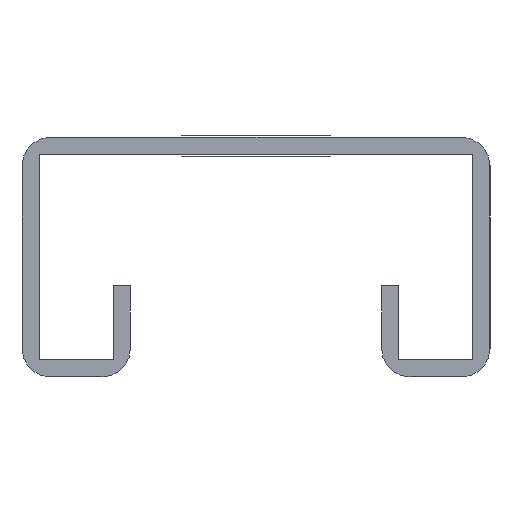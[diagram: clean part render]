
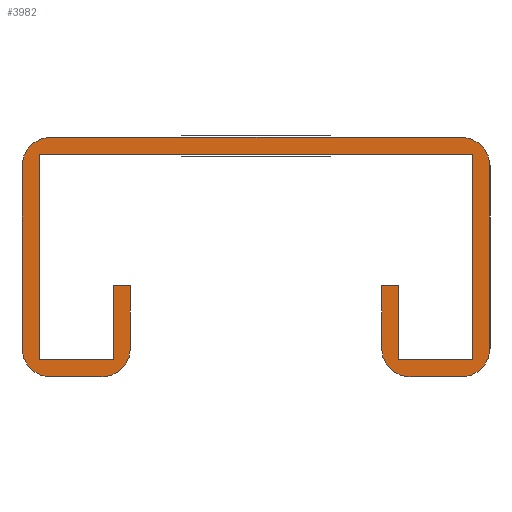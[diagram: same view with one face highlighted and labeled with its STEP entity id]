
A CAD part, left-side view. The second image highlights one B-rep face of the part: STEP entity #3982.
In plain terms, the highlighted planar face has unit normal (-1, 0, 0).
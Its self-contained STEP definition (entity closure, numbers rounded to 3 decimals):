
#274=FACE_OUTER_BOUND('',#378,.T.);
#378=EDGE_LOOP('',(#3166,#3167,#3168,#3169,#3170,#3171,#3172,#3173,#3174,
#3175,#3176,#3177,#3178,#3179,#3180,#3181,#3182,#3183,#3184,#3185,#3186,
#3187));
#476=CIRCLE('',#4084,2.5);
#477=CIRCLE('',#4087,2.5);
#478=CIRCLE('',#4097,2.5);
#479=CIRCLE('',#4098,2.5);
#480=CIRCLE('',#4099,2.5);
#481=CIRCLE('',#4100,2.5);
#661=LINE('',#5495,#1195);
#664=LINE('',#5503,#1198);
#666=LINE('',#5507,#1200);
#668=LINE('',#5511,#1202);
#670=LINE('',#5515,#1204);
#672=LINE('',#5519,#1206);
#674=LINE('',#5523,#1208);
#676=LINE('',#5527,#1210);
#678=LINE('',#5531,#1212);
#679=LINE('',#5534,#1213);
#680=LINE('',#5536,#1214);
#681=LINE('',#5538,#1215);
#682=LINE('',#5542,#1216);
#683=LINE('',#5546,#1217);
#684=LINE('',#5550,#1218);
#685=LINE('',#5553,#1219);
#1195=VECTOR('',#4393,1.);
#1198=VECTOR('',#4402,1.);
#1200=VECTOR('',#4406,1.);
#1202=VECTOR('',#4410,1.);
#1204=VECTOR('',#4414,1.);
#1206=VECTOR('',#4418,1.);
#1208=VECTOR('',#4422,1.);
#1210=VECTOR('',#4426,1.);
#1212=VECTOR('',#4430,1.);
#1213=VECTOR('',#4433,1.);
#1214=VECTOR('',#4434,1.);
#1215=VECTOR('',#4435,1.);
#1216=VECTOR('',#4438,1.);
#1217=VECTOR('',#4441,1.);
#1218=VECTOR('',#4444,1.);
#1219=VECTOR('',#4447,1.);
#1732=VERTEX_POINT('',#5487);
#1733=VERTEX_POINT('',#5489);
#1734=VERTEX_POINT('',#5493);
#1735=VERTEX_POINT('',#5497);
#1736=VERTEX_POINT('',#5501);
#1737=VERTEX_POINT('',#5505);
#1738=VERTEX_POINT('',#5509);
#1739=VERTEX_POINT('',#5513);
#1740=VERTEX_POINT('',#5517);
#1741=VERTEX_POINT('',#5521);
#1742=VERTEX_POINT('',#5525);
#1743=VERTEX_POINT('',#5529);
#1744=VERTEX_POINT('',#5533);
#1745=VERTEX_POINT('',#5535);
#1746=VERTEX_POINT('',#5537);
#1747=VERTEX_POINT('',#5539);
#1748=VERTEX_POINT('',#5541);
#1749=VERTEX_POINT('',#5543);
#1750=VERTEX_POINT('',#5545);
#1751=VERTEX_POINT('',#5547);
#1752=VERTEX_POINT('',#5549);
#1753=VERTEX_POINT('',#5551);
#2417=EDGE_CURVE('',#1732,#1733,#476,.T.);
#2420=EDGE_CURVE('',#1734,#1732,#661,.T.);
#2422=EDGE_CURVE('',#1735,#1734,#477,.T.);
#2424=EDGE_CURVE('',#1736,#1735,#664,.T.);
#2426=EDGE_CURVE('',#1736,#1737,#666,.T.);
#2428=EDGE_CURVE('',#1737,#1738,#668,.T.);
#2430=EDGE_CURVE('',#1738,#1739,#670,.T.);
#2432=EDGE_CURVE('',#1739,#1740,#672,.T.);
#2434=EDGE_CURVE('',#1740,#1741,#674,.T.);
#2436=EDGE_CURVE('',#1741,#1742,#676,.T.);
#2438=EDGE_CURVE('',#1742,#1743,#678,.T.);
#2439=EDGE_CURVE('',#1743,#1744,#679,.T.);
#2440=EDGE_CURVE('',#1745,#1744,#680,.T.);
#2441=EDGE_CURVE('',#1746,#1745,#681,.T.);
#2442=EDGE_CURVE('',#1747,#1746,#478,.T.);
#2443=EDGE_CURVE('',#1748,#1747,#682,.T.);
#2444=EDGE_CURVE('',#1749,#1748,#479,.T.);
#2445=EDGE_CURVE('',#1750,#1749,#683,.T.);
#2446=EDGE_CURVE('',#1751,#1750,#480,.T.);
#2447=EDGE_CURVE('',#1752,#1751,#684,.T.);
#2448=EDGE_CURVE('',#1753,#1752,#481,.T.);
#2449=EDGE_CURVE('',#1733,#1753,#685,.T.);
#3166=ORIENTED_EDGE('',*,*,#2439,.T.);
#3167=ORIENTED_EDGE('',*,*,#2440,.F.);
#3168=ORIENTED_EDGE('',*,*,#2441,.F.);
#3169=ORIENTED_EDGE('',*,*,#2442,.F.);
#3170=ORIENTED_EDGE('',*,*,#2443,.F.);
#3171=ORIENTED_EDGE('',*,*,#2444,.F.);
#3172=ORIENTED_EDGE('',*,*,#2445,.F.);
#3173=ORIENTED_EDGE('',*,*,#2446,.F.);
#3174=ORIENTED_EDGE('',*,*,#2447,.F.);
#3175=ORIENTED_EDGE('',*,*,#2448,.F.);
#3176=ORIENTED_EDGE('',*,*,#2449,.F.);
#3177=ORIENTED_EDGE('',*,*,#2417,.F.);
#3178=ORIENTED_EDGE('',*,*,#2420,.F.);
#3179=ORIENTED_EDGE('',*,*,#2422,.F.);
#3180=ORIENTED_EDGE('',*,*,#2424,.F.);
#3181=ORIENTED_EDGE('',*,*,#2426,.T.);
#3182=ORIENTED_EDGE('',*,*,#2428,.T.);
#3183=ORIENTED_EDGE('',*,*,#2430,.T.);
#3184=ORIENTED_EDGE('',*,*,#2432,.T.);
#3185=ORIENTED_EDGE('',*,*,#2434,.T.);
#3186=ORIENTED_EDGE('',*,*,#2436,.T.);
#3187=ORIENTED_EDGE('',*,*,#2438,.T.);
#3882=PLANE('',#4096);
#3982=ADVANCED_FACE('',(#274),#3882,.F.);
#4084=AXIS2_PLACEMENT_3D('',#5490,#4387,#4388);
#4087=AXIS2_PLACEMENT_3D('',#5499,#4397,#4398);
#4096=AXIS2_PLACEMENT_3D('',#5532,#4431,#4432);
#4097=AXIS2_PLACEMENT_3D('',#5540,#4436,#4437);
#4098=AXIS2_PLACEMENT_3D('',#5544,#4439,#4440);
#4099=AXIS2_PLACEMENT_3D('',#5548,#4442,#4443);
#4100=AXIS2_PLACEMENT_3D('',#5552,#4445,#4446);
#4387=DIRECTION('center_axis',(1.,0.,0.));
#4388=DIRECTION('ref_axis',(0.,0.707,-0.707));
#4393=DIRECTION('',(0.,1.,0.));
#4397=DIRECTION('center_axis',(1.,0.,0.));
#4398=DIRECTION('ref_axis',(0.,-0.707,-0.707));
#4402=DIRECTION('',(0.,0.,-1.));
#4406=DIRECTION('',(0.,1.,0.));
#4410=DIRECTION('',(0.,0.,-1.));
#4414=DIRECTION('',(0.,1.,0.));
#4418=DIRECTION('',(0.,0.,1.));
#4422=DIRECTION('',(0.,-1.,0.));
#4426=DIRECTION('',(0.,0.,-1.));
#4430=DIRECTION('',(0.,1.,0.));
#4431=DIRECTION('center_axis',(1.,0.,0.));
#4432=DIRECTION('ref_axis',(0.,0.,-1.));
#4433=DIRECTION('',(0.,0.,1.));
#4434=DIRECTION('',(0.,-1.,0.));
#4435=DIRECTION('',(0.,0.,1.));
#4436=DIRECTION('center_axis',(1.,0.,0.));
#4437=DIRECTION('ref_axis',(0.,0.707,-0.707));
#4438=DIRECTION('',(0.,1.,0.));
#4439=DIRECTION('center_axis',(1.,0.,0.));
#4440=DIRECTION('ref_axis',(0.,-0.707,-0.707));
#4441=DIRECTION('',(0.,0.,-1.));
#4442=DIRECTION('center_axis',(1.,0.,0.));
#4443=DIRECTION('ref_axis',(0.,-0.707,0.707));
#4444=DIRECTION('',(0.,-1.,0.));
#4445=DIRECTION('center_axis',(1.,0.,0.));
#4446=DIRECTION('ref_axis',(0.,0.707,0.707));
#4447=DIRECTION('',(0.,0.,1.));
#5487=CARTESIAN_POINT('',(25.116,58.034,20.021));
#5489=CARTESIAN_POINT('',(25.116,60.534,22.521));
#5490=CARTESIAN_POINT('Origin',(25.116,58.034,22.521));
#5493=CARTESIAN_POINT('',(25.116,53.534,20.021));
#5495=CARTESIAN_POINT('',(25.116,51.034,20.021));
#5497=CARTESIAN_POINT('',(25.116,51.034,22.521));
#5499=CARTESIAN_POINT('Origin',(25.116,53.534,22.521));
#5501=CARTESIAN_POINT('',(25.116,51.034,28.021));
#5503=CARTESIAN_POINT('',(25.116,51.034,28.021));
#5505=CARTESIAN_POINT('',(25.116,52.534,28.021));
#5507=CARTESIAN_POINT('',(25.116,53.034,28.021));
#5509=CARTESIAN_POINT('',(25.116,52.534,21.521));
#5511=CARTESIAN_POINT('',(25.116,52.534,32.251));
#5513=CARTESIAN_POINT('',(25.116,59.034,21.521));
#5515=CARTESIAN_POINT('',(25.116,47.909,21.521));
#5517=CARTESIAN_POINT('',(25.116,59.034,39.521));
#5519=CARTESIAN_POINT('',(25.116,59.034,32.251));
#5521=CARTESIAN_POINT('',(25.116,21.034,39.521));
#5523=CARTESIAN_POINT('',(25.116,31.034,39.521));
#5525=CARTESIAN_POINT('',(25.116,21.034,21.521));
#5527=CARTESIAN_POINT('',(25.116,21.034,32.251));
#5529=CARTESIAN_POINT('',(25.116,27.534,21.521));
#5531=CARTESIAN_POINT('',(25.116,32.159,21.521));
#5532=CARTESIAN_POINT('Origin',(25.116,40.034,41.981));
#5533=CARTESIAN_POINT('',(25.116,27.534,28.021));
#5534=CARTESIAN_POINT('',(25.116,27.534,32.251));
#5535=CARTESIAN_POINT('',(25.116,29.034,28.021));
#5536=CARTESIAN_POINT('',(25.116,29.034,28.021));
#5537=CARTESIAN_POINT('',(25.116,29.034,22.521));
#5538=CARTESIAN_POINT('',(25.116,29.034,20.021));
#5539=CARTESIAN_POINT('',(25.116,26.534,20.021));
#5540=CARTESIAN_POINT('Origin',(25.116,26.534,22.521));
#5541=CARTESIAN_POINT('',(25.116,22.034,20.021));
#5542=CARTESIAN_POINT('',(25.116,19.534,20.021));
#5543=CARTESIAN_POINT('',(25.116,19.534,22.521));
#5544=CARTESIAN_POINT('Origin',(25.116,22.034,22.521));
#5545=CARTESIAN_POINT('',(25.116,19.534,38.521));
#5546=CARTESIAN_POINT('',(25.116,19.534,61.021));
#5547=CARTESIAN_POINT('',(25.116,22.034,41.021));
#5548=CARTESIAN_POINT('Origin',(25.116,22.034,38.521));
#5549=CARTESIAN_POINT('',(25.116,58.034,41.021));
#5550=CARTESIAN_POINT('',(25.116,60.534,41.021));
#5551=CARTESIAN_POINT('',(25.116,60.534,38.521));
#5552=CARTESIAN_POINT('Origin',(25.116,58.034,38.521));
#5553=CARTESIAN_POINT('',(25.116,60.534,0.021));
